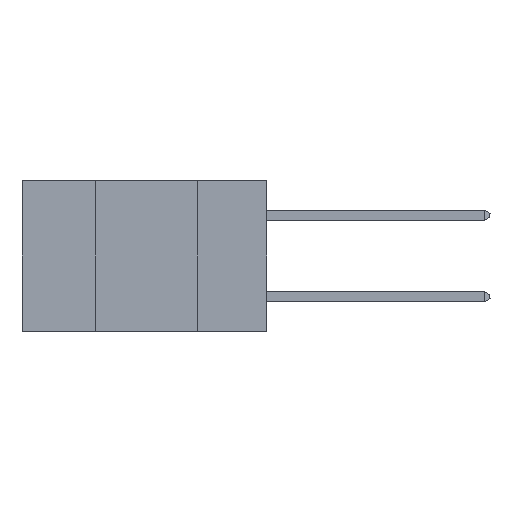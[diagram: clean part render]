
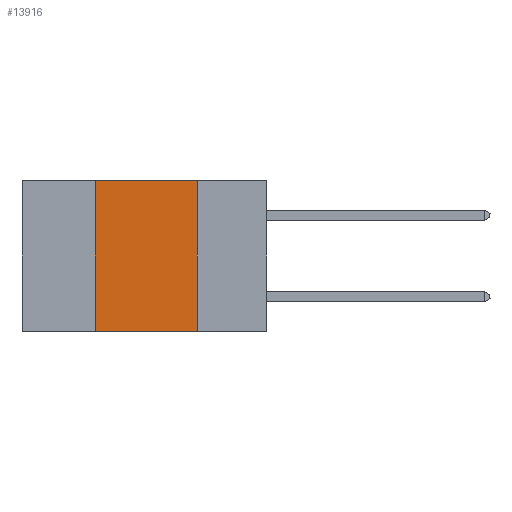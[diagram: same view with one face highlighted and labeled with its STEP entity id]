
A CAD part, left-side view. The second image highlights one B-rep face of the part: STEP entity #13916.
In plain terms, the highlighted planar face has unit normal (-1, 0, 0).
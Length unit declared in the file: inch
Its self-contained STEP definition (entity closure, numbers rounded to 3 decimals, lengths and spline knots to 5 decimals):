
#1008 = EDGE_LOOP ( 'NONE', ( #11376, #4913, #24004, #3272 ) ) ;
#1360 = DIRECTION ( 'NONE',  ( 1., 0., 0. ) ) ;
#1976 = VERTEX_POINT ( 'NONE', #26409 ) ;
#2208 = VECTOR ( 'NONE', #19401, 39.37008 ) ;
#2850 = LINE ( 'NONE', #28488, #16767 ) ;
#2860 = VECTOR ( 'NONE', #4822, 39.37008 ) ;
#3272 = ORIENTED_EDGE ( 'NONE', *, *, #10942, .T. ) ;
#4822 = DIRECTION ( 'NONE',  ( 0., -1., 0. ) ) ;
#4913 = ORIENTED_EDGE ( 'NONE', *, *, #7515, .F. ) ;
#6879 = CARTESIAN_POINT ( 'NONE',  ( 0., 0.6, 0. ) ) ;
#7515 = EDGE_CURVE ( 'NONE', #8622, #31816, #32807, .T. ) ;
#8622 = VERTEX_POINT ( 'NONE', #30472 ) ;
#9301 = DIRECTION ( 'NONE',  ( 0., 0., 1. ) ) ;
#9667 = LINE ( 'NONE', #12287, #2208 ) ;
#10303 = LINE ( 'NONE', #18637, #2860 ) ;
#10942 = EDGE_CURVE ( 'NONE', #29776, #1976, #10303, .T. ) ;
#10986 = VECTOR ( 'NONE', #14437, 39.37008 ) ;
#11376 = ORIENTED_EDGE ( 'NONE', *, *, #14566, .F. ) ;
#12095 = AXIS2_PLACEMENT_3D ( 'NONE', #6879, #1360, #20734 ) ;
#12287 = CARTESIAN_POINT ( 'NONE',  ( 0., 0.17, 0. ) ) ;
#13916 = ADVANCED_FACE ( 'NONE', ( #23022 ), #18004, .F. ) ;
#14437 = DIRECTION ( 'NONE',  ( 0., -1., 0. ) ) ;
#14566 = EDGE_CURVE ( 'NONE', #31816, #1976, #9667, .T. ) ;
#16767 = VECTOR ( 'NONE', #9301, 39.37008 ) ;
#17203 = CARTESIAN_POINT ( 'NONE',  ( 0., 0.6, 0. ) ) ;
#18004 = PLANE ( 'NONE',  #12095 ) ;
#18341 = EDGE_CURVE ( 'NONE', #29776, #8622, #2850, .T. ) ;
#18637 = CARTESIAN_POINT ( 'NONE',  ( 0., 0.6, -0.37 ) ) ;
#19401 = DIRECTION ( 'NONE',  ( 0., 0., -1. ) ) ;
#20734 = DIRECTION ( 'NONE',  ( 0., 0., -1. ) ) ;
#23022 = FACE_OUTER_BOUND ( 'NONE', #1008, .T. ) ;
#24004 = ORIENTED_EDGE ( 'NONE', *, *, #18341, .F. ) ;
#25176 = CARTESIAN_POINT ( 'NONE',  ( 0., 0.42, -0.37 ) ) ;
#26409 = CARTESIAN_POINT ( 'NONE',  ( 0., 0.17, -0.37 ) ) ;
#28488 = CARTESIAN_POINT ( 'NONE',  ( 0., 0.42, 0. ) ) ;
#29776 = VERTEX_POINT ( 'NONE', #25176 ) ;
#30472 = CARTESIAN_POINT ( 'NONE',  ( 0., 0.42, 0. ) ) ;
#31593 = CARTESIAN_POINT ( 'NONE',  ( 0., 0.17, 0. ) ) ;
#31816 = VERTEX_POINT ( 'NONE', #31593 ) ;
#32807 = LINE ( 'NONE', #17203, #10986 ) ;
